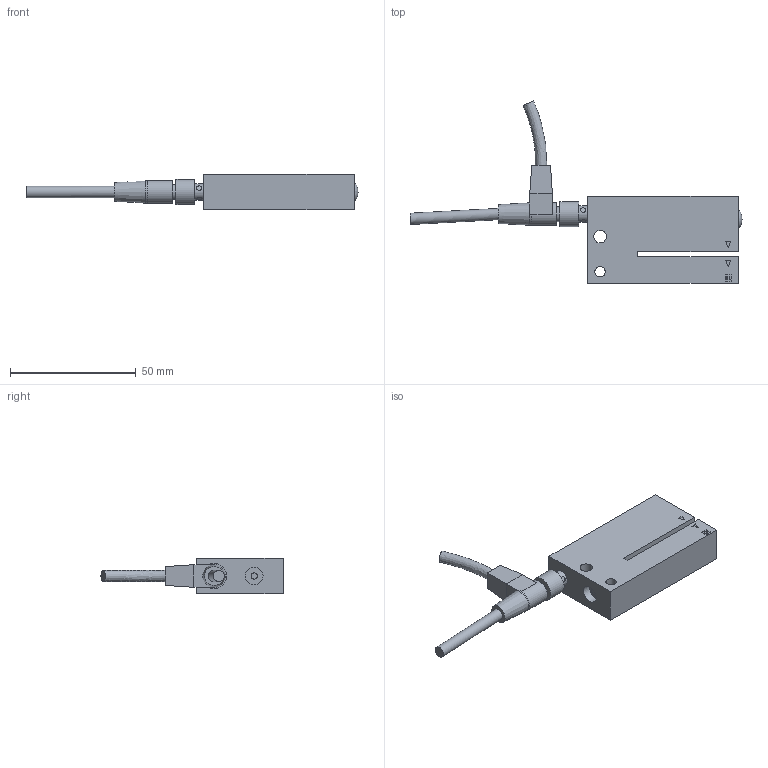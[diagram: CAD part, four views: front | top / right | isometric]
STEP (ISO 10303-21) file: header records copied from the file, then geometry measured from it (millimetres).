
FILE_DESCRIPTION((''),'2;1');
FILE_NAME('OGUTI_002.stp','2008-06-05T16:31:43',('User'),(''),'Autodesk Inventor 10','Autodesk Inventor 10','');
FILE_SCHEMA(('AUTOMOTIVE_DESIGN { 1 0 10303 214 1 1 1 1 }'));
Length unit declared in the file: millimetre
Products named in the file (6): OGUTI_002; Steckeranschluß M8 mit LED; Stecker_gerade; Stecker_abgewinkelt; Teachtaste
Assembly tree (5 placements, depth 2):
  OGUTI_002
    OGUTI_002
    Steckeranschluß M8 mit LED
    Stecker_gerade
    Stecker_abgewinkelt
    Teachtaste
Bounding box: 132.22 x 72.59 x 14 mm (x, y, z)
Volume: 33017.2 mm3; surface area: 11868 mm2
Topology: 5 solids, 5 shells, 174 faces, 385 edges, 257 vertices
Faces by surface type: plane 141, cylinder 27, bspline 4, cone 2
Full cylindrical faces by diameter (mm): 2.5 x1, 3 x3, 4 x1, 5 x3, 6 x2, 6.5 x2, 7 x2, 8 x1, 9 x2, 10 x2
Entity records: 5278 total; most frequent: CARTESIAN_POINT 1352, DIRECTION 756, ORIENTED_EDGE 718, EDGE_CURVE 359, VECTOR 284, LINE 284, VERTEX_POINT 255, EDGE_LOOP 238
